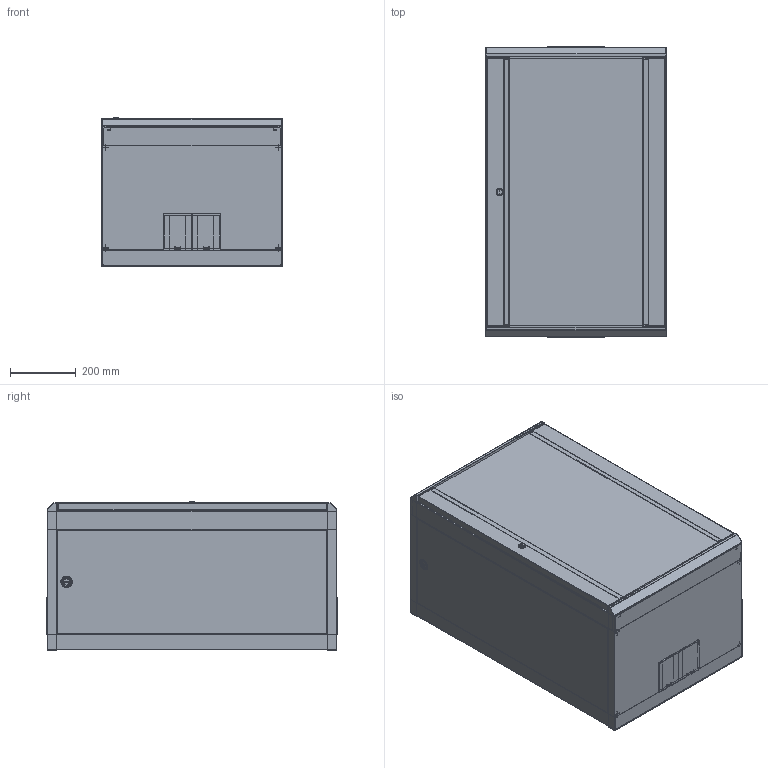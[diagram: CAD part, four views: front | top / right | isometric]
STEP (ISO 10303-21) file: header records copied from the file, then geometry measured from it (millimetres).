
FILE_DESCRIPTION (( 'STEP AP214' ), '1' );
FILE_NAME ('LC-SMA6418_3D.step', '2024-08-30T21:09:52', ( '' ), ( '' ), 'SwSTEP 2.0', 'SolidWorks 2022', '' );
FILE_SCHEMA (( 'AUTOMOTIVE_DESIGN' ));
Length unit declared in the file: millimetre
Products named in the file (34): door assy^LC-SMA6418; nut, lock^Door Lock_door assy_LC-SMA6418; nub2^back pnl assy_LC-SMA6418; bottom pnl^base assy_LC-SMA6418; top assy^LC-SMA6418; vt member^frame assy_LC-SMA6418; frame assy^LC-SMA6418; vt mtg rail^LC-SMA6418; nub1^back pnl assy_LC-SMA6418; screw, Lock^Door Lock_door assy_LC-SMA6418; wshr, lock^Door Lock_door assy_LC-SMA6418; glass pnl^door assy_LC-SMA6418; side pnl^LC-SMA6418; int lock-wshr, lock^Door Lock_door assy_LC-SMA6418; cylinder, lock^Door Lock_door assy_LC-SMA6418; door frame w lock^door assy_LC-SMA6418; top pnl^top assy_LC-SMA6418; nub3^back pnl assy_LC-SMA6418; door frame^door assy_LC-SMA6418; nub8^back pnl assy_LC-SMA6418; Plate_MIR^base assy_LC-SMA6418; nub7^back pnl assy_LC-SMA6418; top pnl pl^top assy_LC-SMA6418; nub6^back pnl assy_LC-SMA6418; nub5^back pnl assy_LC-SMA6418; LC-SMA6418_3D; back pnl assy^LC-SMA6418; back pnl^back pnl assy_LC-SMA6418; nub4^back pnl assy_LC-SMA6418; L Brkt^LC-SMA6418; latch, lock^Door Lock_door assy_LC-SMA6418; hz member^frame assy_LC-SMA6418; Door Lock^door assy_LC-SMA6418; base assy^LC-SMA6418
Assembly tree (42 placements, depth 4):
  LC-SMA6418_3D
    base assy^LC-SMA6418
      bottom pnl^base assy_LC-SMA6418
      Plate_MIR^base assy_LC-SMA6418  x2
    vt mtg rail^LC-SMA6418  x4
    L Brkt^LC-SMA6418  x2
    frame assy^LC-SMA6418
      vt member^frame assy_LC-SMA6418  x2
      hz member^frame assy_LC-SMA6418  x2
    side pnl^LC-SMA6418  x2
    back pnl assy^LC-SMA6418
      back pnl^back pnl assy_LC-SMA6418
      nub2^back pnl assy_LC-SMA6418
      nub1^back pnl assy_LC-SMA6418
      nub3^back pnl assy_LC-SMA6418
      nub4^back pnl assy_LC-SMA6418
      nub5^back pnl assy_LC-SMA6418
      nub6^back pnl assy_LC-SMA6418
      nub7^back pnl assy_LC-SMA6418
      nub8^back pnl assy_LC-SMA6418
    door assy^LC-SMA6418
      glass pnl^door assy_LC-SMA6418
      door frame w lock^door assy_LC-SMA6418
      door frame^door assy_LC-SMA6418
      Door Lock^door assy_LC-SMA6418
        cylinder, lock^Door Lock_door assy_LC-SMA6418
        latch, lock^Door Lock_door assy_LC-SMA6418
        nut, lock^Door Lock_door assy_LC-SMA6418
        wshr, lock^Door Lock_door assy_LC-SMA6418
        int lock-wshr, lock^Door Lock_door assy_LC-SMA6418
        screw, Lock^Door Lock_door assy_LC-SMA6418
    top assy^LC-SMA6418
      top pnl^top assy_LC-SMA6418
      top pnl pl^top assy_LC-SMA6418  x2
Bounding box: 550 x 887 x 453.45 mm (x, y, z)
Volume: 3516320.1 mm3; surface area: 6227275.4 mm2
Topology: 33 solids, 37 shells, 2710 faces, 7582 edges, 4947 vertices
Faces by surface type: plane 1863, cylinder 735, bspline 86, cone 26
Entity records: 64586 total; most frequent: CARTESIAN_POINT 11933, ORIENTED_EDGE 8785, DIRECTION 8643, EDGE_CURVE 4412, LINE 3061, VECTOR 3061, VERTEX_POINT 2859, AXIS2_PLACEMENT_3D 2791
